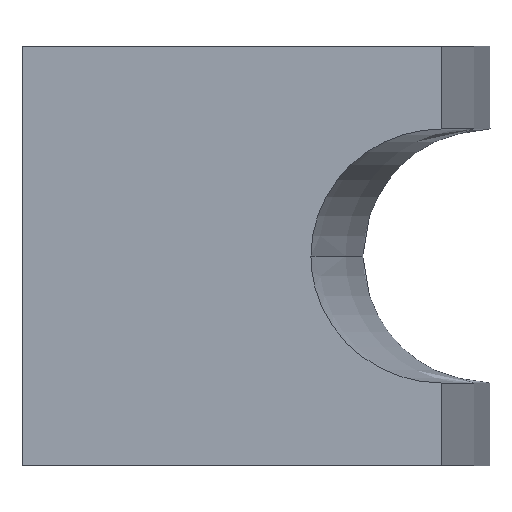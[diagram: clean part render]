
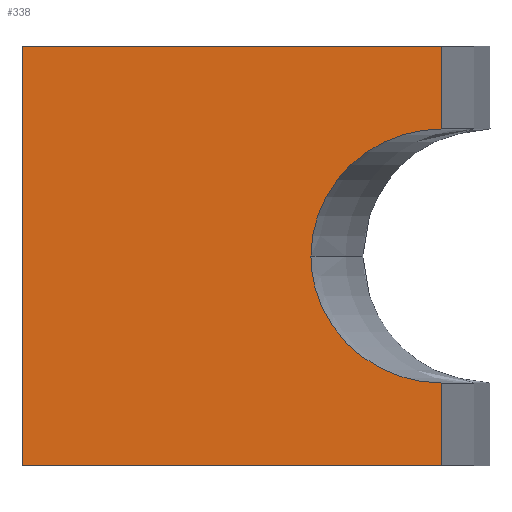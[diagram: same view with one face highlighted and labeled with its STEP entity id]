
A CAD part, left-side view. The second image highlights one B-rep face of the part: STEP entity #338.
In plain terms, the highlighted planar face has unit normal (-1, 0, 0).
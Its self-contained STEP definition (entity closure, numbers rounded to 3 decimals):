
#12 = CARTESIAN_POINT ( 'NONE',  ( -20., -76.712, -1.972 ) ) ;
#14 = EDGE_CURVE ( 'NONE', #23, #496, #478, .T. ) ;
#15 = CARTESIAN_POINT ( 'NONE',  ( -20., -77.682, -3.724 ) ) ;
#20 = DIRECTION ( 'NONE',  ( 0., -1., 0. ) ) ;
#21 = EDGE_LOOP ( 'NONE', ( #390, #409, #39, #204, #293, #295, #331 ) ) ;
#23 = VERTEX_POINT ( 'NONE', #339 ) ;
#27 = CARTESIAN_POINT ( 'NONE',  ( -20., -79.887, 5.454 ) ) ;
#39 = ORIENTED_EDGE ( 'NONE', *, *, #550, .T. ) ;
#51 = CARTESIAN_POINT ( 'NONE',  ( -20., -77.943, -4.028 ) ) ;
#59 = CARTESIAN_POINT ( 'NONE',  ( -20., -78.094, 4.172 ) ) ;
#62 = CARTESIAN_POINT ( 'NONE',  ( -20., -82.614, -6.05 ) ) ;
#70 = VERTEX_POINT ( 'NONE', #316 ) ;
#74 = CARTESIAN_POINT ( 'NONE',  ( -20., -76.375, 0. ) ) ;
#98 = LINE ( 'NONE', #449, #555 ) ;
#99 = CARTESIAN_POINT ( 'NONE',  ( -20., -79.887, -5.444 ) ) ;
#100 = VERTEX_POINT ( 'NONE', #182 ) ;
#109 = LINE ( 'NONE', #327, #358 ) ;
#118 = EDGE_CURVE ( 'NONE', #567, #253, #290, .T. ) ;
#122 = PLANE ( 'NONE',  #186 ) ;
#125 = DIRECTION ( 'NONE',  ( 0., -1., 0. ) ) ;
#130 = B_SPLINE_CURVE_WITH_KNOTS ( 'NONE', 3,
 ( #198, #160, #558, #504, #326, #457, #551, #554, #420, #454, #501, #59, #512, #156, #468, #27, #153, #163, #332, #414, #335, #281, #291 ),
 .UNSPECIFIED., .F., .F.,
 ( 4, 2, 2, 2, 1, 2, 2, 2, 2, 2, 2, 4 ),
 ( 0.005, 0.007, 0.008, 0.008, 0.009, 0.01, 0.01, 0.011, 0.013, 0.014, 0.014, 0.015 ),
 .UNSPECIFIED. ) ;
#132 = DIRECTION ( 'NONE',  ( 1., 0., 0. ) ) ;
#137 = CARTESIAN_POINT ( 'NONE',  ( -20., -81.018, -5.861 ) ) ;
#142 = VECTOR ( 'NONE', #539, 1000. ) ;
#148 = CARTESIAN_POINT ( 'NONE',  ( -20., -82.212, -6.05 ) ) ;
#153 = CARTESIAN_POINT ( 'NONE',  ( -20., -80.633, 5.749 ) ) ;
#156 = CARTESIAN_POINT ( 'NONE',  ( -20., -78.847, 4.836 ) ) ;
#159 = VECTOR ( 'NONE', #125, 1000. ) ;
#160 = CARTESIAN_POINT ( 'NONE',  ( -20., -76.375, 0.401 ) ) ;
#163 = CARTESIAN_POINT ( 'NONE',  ( -20., -81.017, 5.861 ) ) ;
#182 = CARTESIAN_POINT ( 'NONE',  ( -20., -82.614, 10. ) ) ;
#183 = LINE ( 'NONE', #270, #142 ) ;
#185 = CARTESIAN_POINT ( 'NONE',  ( -20., -76.539, -1.392 ) ) ;
#186 = AXIS2_PLACEMENT_3D ( 'NONE', #529, #132, #301 ) ;
#188 = CARTESIAN_POINT ( 'NONE',  ( -20., -76.375, 0. ) ) ;
#198 = CARTESIAN_POINT ( 'NONE',  ( -20., -76.375, 0. ) ) ;
#204 = ORIENTED_EDGE ( 'NONE', *, *, #428, .F. ) ;
#208 = FACE_OUTER_BOUND ( 'NONE', #21, .T. ) ;
#216 = CARTESIAN_POINT ( 'NONE',  ( -20., -62.614, -10. ) ) ;
#219 = CARTESIAN_POINT ( 'NONE',  ( -20., -62.614, -10. ) ) ;
#224 = CARTESIAN_POINT ( 'NONE',  ( -20., -79.353, -5.159 ) ) ;
#226 = CARTESIAN_POINT ( 'NONE',  ( -20., -77.031, -2.705 ) ) ;
#232 = EDGE_CURVE ( 'NONE', #23, #100, #109, .T. ) ;
#253 = VERTEX_POINT ( 'NONE', #74 ) ;
#270 = CARTESIAN_POINT ( 'NONE',  ( -20., -82.614, 10. ) ) ;
#281 = CARTESIAN_POINT ( 'NONE',  ( -20., -82.414, 6.05 ) ) ;
#290 = B_SPLINE_CURVE_WITH_KNOTS ( 'NONE', 3,
 ( #447, #148, #488, #137, #353, #312, #99, #485, #224, #450, #453, #51, #15, #444, #400, #226, #402, #12, #490, #185, #360, #538, #188 ),
 .UNSPECIFIED., .F., .F.,
 ( 4, 2, 2, 2, 2, 2, 2, 2, 1, 2, 2, 4 ),
 ( 0.034, 0.035, 0.037, 0.037, 0.038, 0.039, 0.04, 0.041, 0.041, 0.042, 0.043, 0.044 ),
 .UNSPECIFIED. ) ;
#291 = CARTESIAN_POINT ( 'NONE',  ( -20., -82.614, 6.05 ) ) ;
#293 = ORIENTED_EDGE ( 'NONE', *, *, #232, .F. ) ;
#295 = ORIENTED_EDGE ( 'NONE', *, *, #14, .T. ) ;
#300 = CARTESIAN_POINT ( 'NONE',  ( -20., -62.614, 10. ) ) ;
#301 = DIRECTION ( 'NONE',  ( 0., 0., -1. ) ) ;
#312 = CARTESIAN_POINT ( 'NONE',  ( -20., -80.072, -5.527 ) ) ;
#316 = CARTESIAN_POINT ( 'NONE',  ( -20., -82.614, -10. ) ) ;
#321 = EDGE_CURVE ( 'NONE', #496, #70, #389, .T. ) ;
#326 = CARTESIAN_POINT ( 'NONE',  ( -20., -76.703, 1.975 ) ) ;
#327 = CARTESIAN_POINT ( 'NONE',  ( -20., -62.614, 10. ) ) ;
#331 = ORIENTED_EDGE ( 'NONE', *, *, #321, .T. ) ;
#332 = CARTESIAN_POINT ( 'NONE',  ( -20., -81.611, 5.974 ) ) ;
#335 = CARTESIAN_POINT ( 'NONE',  ( -20., -82.213, 6.041 ) ) ;
#338 = ADVANCED_FACE ( 'NONE', ( #208 ), #122, .F. ) ;
#339 = CARTESIAN_POINT ( 'NONE',  ( -20., -62.614, 10. ) ) ;
#353 = CARTESIAN_POINT ( 'NONE',  ( -20., -80.634, -5.75 ) ) ;
#358 = VECTOR ( 'NONE', #20, 1000. ) ;
#360 = CARTESIAN_POINT ( 'NONE',  ( -20., -76.416, -0.799 ) ) ;
#384 = VERTEX_POINT ( 'NONE', #524 ) ;
#389 = LINE ( 'NONE', #216, #159 ) ;
#390 = ORIENTED_EDGE ( 'NONE', *, *, #543, .F. ) ;
#395 = VECTOR ( 'NONE', #398, 1000. ) ;
#396 = DIRECTION ( 'NONE',  ( 0., 0., -1. ) ) ;
#398 = DIRECTION ( 'NONE',  ( 0., 0., -1. ) ) ;
#400 = CARTESIAN_POINT ( 'NONE',  ( -20., -77.227, -3.056 ) ) ;
#402 = CARTESIAN_POINT ( 'NONE',  ( -20., -76.853, -2.346 ) ) ;
#409 = ORIENTED_EDGE ( 'NONE', *, *, #118, .T. ) ;
#414 = CARTESIAN_POINT ( 'NONE',  ( -20., -81.813, 6.003 ) ) ;
#420 = CARTESIAN_POINT ( 'NONE',  ( -20., -77.445, 3.402 ) ) ;
#428 = EDGE_CURVE ( 'NONE', #100, #384, #98, .T. ) ;
#444 = CARTESIAN_POINT ( 'NONE',  ( -20., -77.335, -3.228 ) ) ;
#447 = CARTESIAN_POINT ( 'NONE',  ( -20., -82.614, -6.05 ) ) ;
#449 = CARTESIAN_POINT ( 'NONE',  ( -20., -82.614, 10. ) ) ;
#450 = CARTESIAN_POINT ( 'NONE',  ( -20., -78.843, -4.834 ) ) ;
#453 = CARTESIAN_POINT ( 'NONE',  ( -20., -78.522, -4.582 ) ) ;
#454 = CARTESIAN_POINT ( 'NONE',  ( -20., -77.691, 3.719 ) ) ;
#457 = CARTESIAN_POINT ( 'NONE',  ( -20., -76.944, 2.531 ) ) ;
#468 = CARTESIAN_POINT ( 'NONE',  ( -20., -79.523, 5.268 ) ) ;
#478 = LINE ( 'NONE', #300, #395 ) ;
#485 = CARTESIAN_POINT ( 'NONE',  ( -20., -79.528, -5.26 ) ) ;
#488 = CARTESIAN_POINT ( 'NONE',  ( -20., -81.805, -6.011 ) ) ;
#490 = CARTESIAN_POINT ( 'NONE',  ( -20., -76.591, -1.589 ) ) ;
#496 = VERTEX_POINT ( 'NONE', #219 ) ;
#501 = CARTESIAN_POINT ( 'NONE',  ( -20., -77.953, 4.024 ) ) ;
#504 = CARTESIAN_POINT ( 'NONE',  ( -20., -76.581, 1.593 ) ) ;
#512 = CARTESIAN_POINT ( 'NONE',  ( -20., -78.531, 4.589 ) ) ;
#524 = CARTESIAN_POINT ( 'NONE',  ( -20., -82.614, 6.05 ) ) ;
#529 = CARTESIAN_POINT ( 'NONE',  ( -20., -62.614, 10. ) ) ;
#538 = CARTESIAN_POINT ( 'NONE',  ( -20., -76.375, -0.401 ) ) ;
#539 = DIRECTION ( 'NONE',  ( 0., 0., -1. ) ) ;
#543 = EDGE_CURVE ( 'NONE', #567, #70, #183, .T. ) ;
#550 = EDGE_CURVE ( 'NONE', #253, #384, #130, .T. ) ;
#551 = CARTESIAN_POINT ( 'NONE',  ( -20., -77.035, 2.713 ) ) ;
#554 = CARTESIAN_POINT ( 'NONE',  ( -20., -77.231, 3.063 ) ) ;
#555 = VECTOR ( 'NONE', #396, 1000. ) ;
#558 = CARTESIAN_POINT ( 'NONE',  ( -20., -76.417, 0.808 ) ) ;
#567 = VERTEX_POINT ( 'NONE', #62 ) ;
